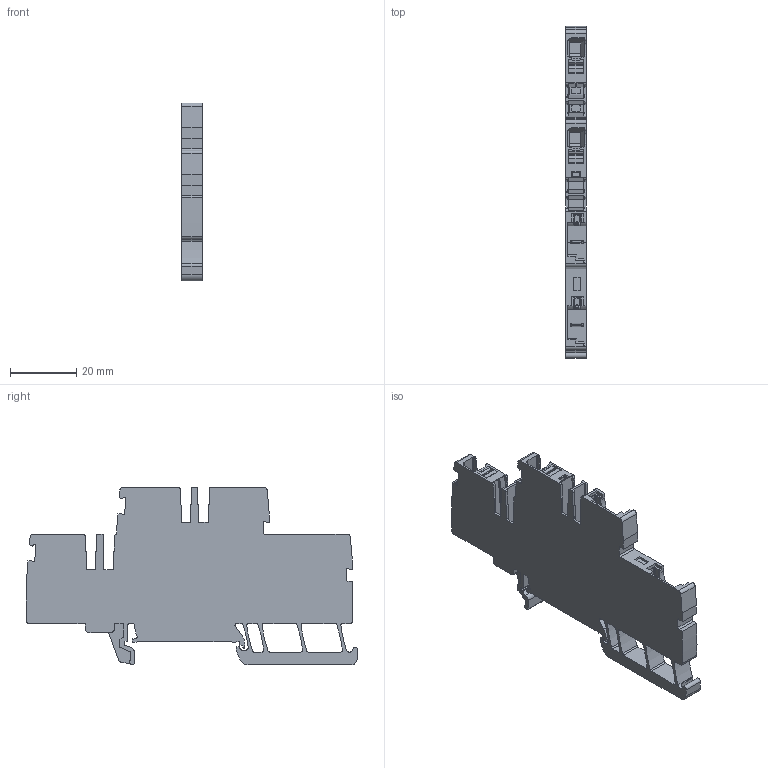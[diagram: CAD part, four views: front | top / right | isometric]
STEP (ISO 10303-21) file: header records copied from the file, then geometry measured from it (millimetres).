
FILE_DESCRIPTION(('CATIA V5R24 STEP','CAx-IF Rec.Pracs.--- Model Styling and Organization---1.2---2011-12-15'),'2;1');
FILE_NAME ('455985-1_2', '2018-08-17T07:39:28+00:00', ('Weidmueller Interface'), ('Weidmueller'), 'CATIA Version 5-6 Release 2014 SP4 HF52', 'CATIA V5 STEP AP214', 'none');
FILE_SCHEMA(('AUTOMOTIVE_DESIGN { 1 0 10303 214 1 1 1 1 }'));
Length unit declared in the file: millimetre
Products named in the file (1): 2540260000
Bounding box: 6.1 x 99.98 x 53.6 mm (x, y, z)
Volume: 18389.1 mm3; surface area: 13859.8 mm2
Topology: 5 solids, 5 shells, 888 faces, 2531 edges, 1643 vertices
Faces by surface type: plane 441, cylinder 392, torus 27, bspline 20, sphere 6, cone 2
Entity records: 34757 total; most frequent: CARTESIAN_POINT 12457, ORIENTED_EDGE 5034, DIRECTION 3858, EDGE_CURVE 2517, VERTEX_POINT 1643, VECTOR 1620, LINE 1620, AXIS2_PLACEMENT_3D 1476
